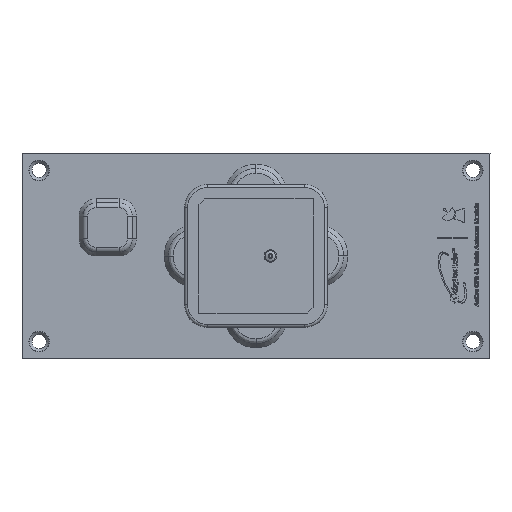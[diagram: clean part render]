
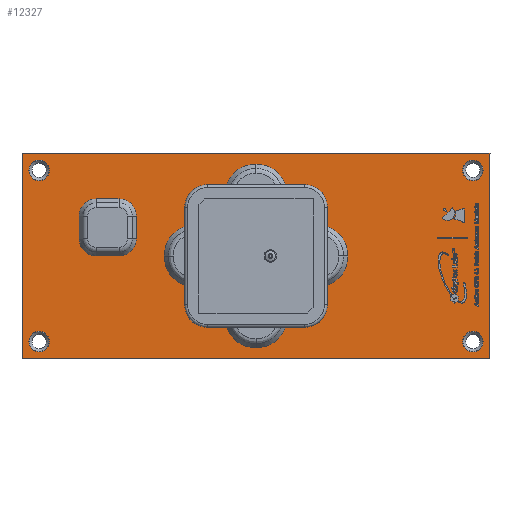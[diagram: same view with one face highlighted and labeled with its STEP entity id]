
A CAD part, front view. The second image highlights one B-rep face of the part: STEP entity #12327.
In plain terms, the highlighted planar face has unit normal (0, -1, 0).
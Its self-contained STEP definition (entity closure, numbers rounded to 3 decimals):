
#652=LINE('',#16983,#1997);
#653=LINE('',#16985,#1998);
#654=LINE('',#16987,#1999);
#655=LINE('',#16988,#2000);
#1997=VECTOR('',#13991,82.);
#1998=VECTOR('',#13992,36.);
#1999=VECTOR('',#13993,82.);
#2000=VECTOR('',#13994,36.);
#3342=PLANE('',#13161);
#3898=FACE_BOUND('',#4761,.T.);
#3899=FACE_BOUND('',#4762,.T.);
#3900=FACE_BOUND('',#4763,.T.);
#3901=FACE_BOUND('',#4764,.T.);
#3992=FACE_OUTER_BOUND('',#4760,.T.);
#4760=EDGE_LOOP('',(#8746,#8747,#8748,#8749));
#4761=EDGE_LOOP('',(#8750));
#4762=EDGE_LOOP('',(#8751));
#4763=EDGE_LOOP('',(#8752));
#4764=EDGE_LOOP('',(#8753));
#5620=CIRCLE('',#13160,1.8);
#5621=CIRCLE('',#13162,1.8);
#5622=CIRCLE('',#13163,1.8);
#5623=CIRCLE('',#13164,1.8);
#5782=VERTEX_POINT('',#16978);
#5783=VERTEX_POINT('',#16981);
#5784=VERTEX_POINT('',#16982);
#5785=VERTEX_POINT('',#16984);
#5786=VERTEX_POINT('',#16986);
#5787=VERTEX_POINT('',#16989);
#5788=VERTEX_POINT('',#16991);
#5789=VERTEX_POINT('',#16993);
#6967=EDGE_CURVE('',#5782,#5782,#5620,.T.);
#6968=EDGE_CURVE('',#5783,#5784,#652,.T.);
#6969=EDGE_CURVE('',#5785,#5783,#653,.T.);
#6970=EDGE_CURVE('',#5786,#5785,#654,.T.);
#6971=EDGE_CURVE('',#5784,#5786,#655,.T.);
#6972=EDGE_CURVE('',#5787,#5787,#5621,.T.);
#6973=EDGE_CURVE('',#5788,#5788,#5622,.T.);
#6974=EDGE_CURVE('',#5789,#5789,#5623,.T.);
#8746=ORIENTED_EDGE('',*,*,#6968,.F.);
#8747=ORIENTED_EDGE('',*,*,#6969,.F.);
#8748=ORIENTED_EDGE('',*,*,#6970,.F.);
#8749=ORIENTED_EDGE('',*,*,#6971,.F.);
#8750=ORIENTED_EDGE('',*,*,#6972,.F.);
#8751=ORIENTED_EDGE('',*,*,#6973,.F.);
#8752=ORIENTED_EDGE('',*,*,#6974,.F.);
#8753=ORIENTED_EDGE('',*,*,#6967,.F.);
#12327=ADVANCED_FACE('',(#3992,#3898,#3899,#3900,#3901),#3342,.F.);
#13160=AXIS2_PLACEMENT_3D('',#16979,#13987,#13988);
#13161=AXIS2_PLACEMENT_3D('',#16980,#13989,#13990);
#13162=AXIS2_PLACEMENT_3D('',#16990,#13995,#13996);
#13163=AXIS2_PLACEMENT_3D('',#16992,#13997,#13998);
#13164=AXIS2_PLACEMENT_3D('',#16994,#13999,#14000);
#13987=DIRECTION('center_axis',(0.,-1.,0.));
#13988=DIRECTION('ref_axis',(1.,0.,0.));
#13989=DIRECTION('center_axis',(0.,1.,0.));
#13990=DIRECTION('ref_axis',(0.,0.,1.));
#13991=DIRECTION('',(1.,0.,0.));
#13992=DIRECTION('',(0.,0.,1.));
#13993=DIRECTION('',(-1.,0.,0.));
#13994=DIRECTION('',(0.,0.,-1.));
#13995=DIRECTION('center_axis',(0.,-1.,0.));
#13996=DIRECTION('ref_axis',(1.,0.,0.));
#13997=DIRECTION('center_axis',(0.,-1.,0.));
#13998=DIRECTION('ref_axis',(1.,0.,0.));
#13999=DIRECTION('center_axis',(0.,-1.,0.));
#14000=DIRECTION('ref_axis',(1.,0.,0.));
#16978=CARTESIAN_POINT('',(-4.8,0.,-3.));
#16979=CARTESIAN_POINT('Origin',(-3.,0.,-3.));
#16980=CARTESIAN_POINT('Origin',(-41.,0.,-18.));
#16981=CARTESIAN_POINT('',(-82.,0.,0.));
#16982=CARTESIAN_POINT('',(0.,0.,0.));
#16983=CARTESIAN_POINT('',(-82.,0.,0.));
#16984=CARTESIAN_POINT('',(-82.,0.,-36.));
#16985=CARTESIAN_POINT('',(-82.,0.,-36.));
#16986=CARTESIAN_POINT('',(0.,0.,-36.));
#16987=CARTESIAN_POINT('',(0.,0.,-36.));
#16988=CARTESIAN_POINT('',(0.,0.,0.));
#16989=CARTESIAN_POINT('',(-4.8,0.,-33.));
#16990=CARTESIAN_POINT('Origin',(-3.,0.,-33.));
#16991=CARTESIAN_POINT('',(-80.8,0.,-33.));
#16992=CARTESIAN_POINT('Origin',(-79.,0.,-33.));
#16993=CARTESIAN_POINT('',(-80.8,0.,-3.));
#16994=CARTESIAN_POINT('Origin',(-79.,0.,-3.));
